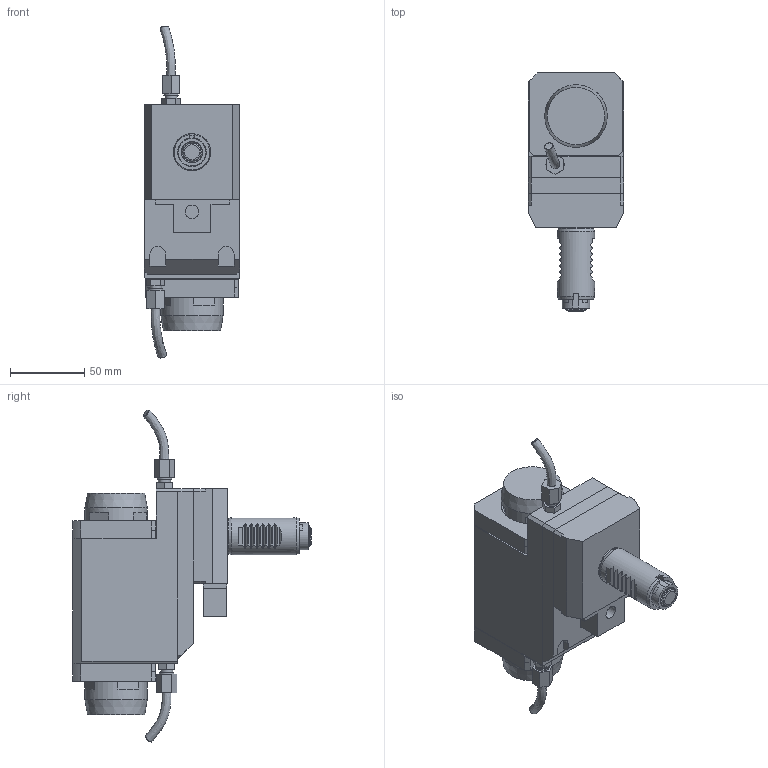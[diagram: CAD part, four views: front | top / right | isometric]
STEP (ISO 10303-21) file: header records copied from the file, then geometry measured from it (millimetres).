
FILE_DESCRIPTION (( 'STEP AP214' ), '1' );
FILE_NAME ('RRPPTAH25I121US3.STEP', '2025-09-26T12:54:19', ( '' ), ( '' ), 'SwSTEP 2.0', 'SolidWorks 2023', '' );
FILE_SCHEMA (( 'AUTOMOTIVE_DESIGN' ));
Length unit declared in the file: millimetre
Products named in the file (1): RRPPTAH25I121US3
Bounding box: 64 x 160 x 223.12 mm (x, y, z)
Volume: 743543.9 mm3; surface area: 68145.4 mm2
Topology: 1 solids, 1 shells, 761 faces, 2124 edges, 1393 vertices
Faces by surface type: plane 515, cylinder 116, bspline 88, cone 38, torus 4
Full cylindrical faces by diameter (mm): 1.7 x1, 2.1 x1, 6.366 x1, 8.15 x2, 9 x1, 9.8 x2, 11 x2, 22 x1, 24.1 x1, 25 x1, 42 x2
Entity records: 33842 total; most frequent: CARTESIAN_POINT 11632, ORIENTED_EDGE 4172, DIRECTION 3379, EDGE_CURVE 2086, VERTEX_POINT 1383, LINE 1381, VECTOR 1381, AXIS2_PLACEMENT_3D 999
